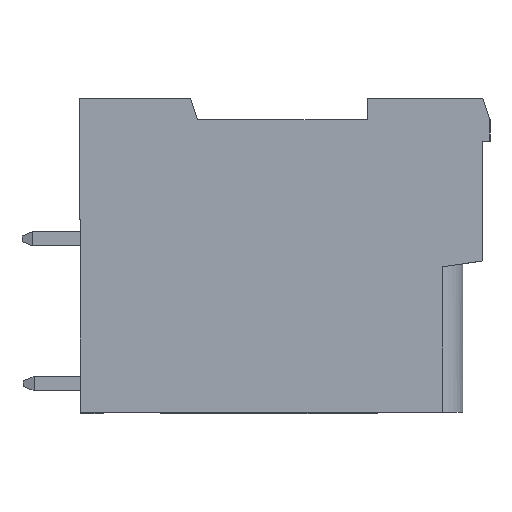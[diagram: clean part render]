
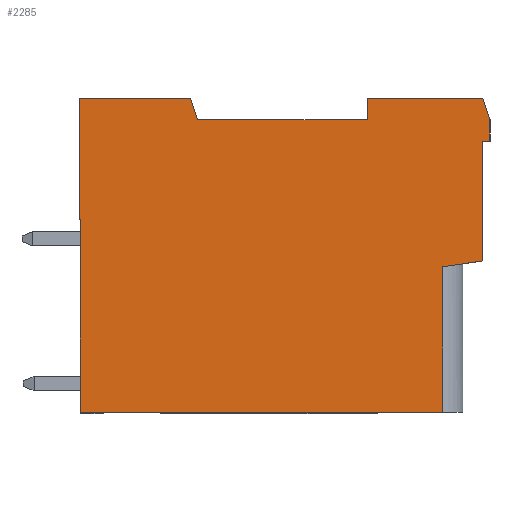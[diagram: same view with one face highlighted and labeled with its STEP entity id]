
A CAD part, left-side view. The second image highlights one B-rep face of the part: STEP entity #2285.
In plain terms, the highlighted planar face has unit normal (-1, 0, 0).
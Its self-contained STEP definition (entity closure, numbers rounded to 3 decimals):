
#2285 = ADVANCED_FACE( '', ( #4563 ), #4564, .T. );
#4563 = FACE_OUTER_BOUND( '', #6811, .T. );
#4564 = PLANE( '', #6812 );
#6811 = EDGE_LOOP( '', ( #13324, #13325, #13326, #13327, #13328, #13329, #13330, #13331, #13332, #13333, #13334, #13335, #13336, #13337, #13338 ) );
#6812 = AXIS2_PLACEMENT_3D( '', #13339, #13340, #13341 );
#13324 = ORIENTED_EDGE( '', *, *, #16032, .T. );
#13325 = ORIENTED_EDGE( '', *, *, #14571, .T. );
#13326 = ORIENTED_EDGE( '', *, *, #15629, .T. );
#13327 = ORIENTED_EDGE( '', *, *, #15665, .T. );
#13328 = ORIENTED_EDGE( '', *, *, #16000, .T. );
#13329 = ORIENTED_EDGE( '', *, *, #13905, .T. );
#13330 = ORIENTED_EDGE( '', *, *, #16120, .F. );
#13331 = ORIENTED_EDGE( '', *, *, #15315, .T. );
#13332 = ORIENTED_EDGE( '', *, *, #14761, .T. );
#13333 = ORIENTED_EDGE( '', *, *, #15613, .T. );
#13334 = ORIENTED_EDGE( '', *, *, #14399, .T. );
#13335 = ORIENTED_EDGE( '', *, *, #14615, .T. );
#13336 = ORIENTED_EDGE( '', *, *, #15584, .T. );
#13337 = ORIENTED_EDGE( '', *, *, #16181, .T. );
#13338 = ORIENTED_EDGE( '', *, *, #15774, .T. );
#13339 = CARTESIAN_POINT( '', ( -17.78, 0., 0. ) );
#13340 = DIRECTION( '', ( -1., 0., 0. ) );
#13341 = DIRECTION( '', ( 0., 0., 1. ) );
#13905 = EDGE_CURVE( '', #16768, #16769, #16770, .T. );
#14399 = EDGE_CURVE( '', #17607, #17605, #17608, .T. );
#14571 = EDGE_CURVE( '', #17886, #17884, #17887, .T. );
#14615 = EDGE_CURVE( '', #17605, #17960, #17961, .T. );
#14761 = EDGE_CURVE( '', #18194, #18192, #18195, .T. );
#15315 = EDGE_CURVE( '', #19029, #18194, #19030, .T. );
#15584 = EDGE_CURVE( '', #17960, #19395, #19396, .T. );
#15613 = EDGE_CURVE( '', #18192, #17607, #19433, .T. );
#15629 = EDGE_CURVE( '', #17884, #19452, #19454, .T. );
#15665 = EDGE_CURVE( '', #19452, #19501, #19503, .F. );
#15774 = EDGE_CURVE( '', #19637, #19635, #19638, .F. );
#16000 = EDGE_CURVE( '', #19501, #16768, #19912, .T. );
#16032 = EDGE_CURVE( '', #19635, #17886, #19951, .T. );
#16120 = EDGE_CURVE( '', #19029, #16769, #20044, .T. );
#16181 = EDGE_CURVE( '', #19395, #19637, #20110, .T. );
#16768 = VERTEX_POINT( '', #20915 );
#16769 = VERTEX_POINT( '', #20916 );
#16770 = LINE( '', #20917, #20918 );
#17605 = VERTEX_POINT( '', #22176 );
#17607 = VERTEX_POINT( '', #22179 );
#17608 = LINE( '', #22180, #22181 );
#17884 = VERTEX_POINT( '', #22574 );
#17886 = VERTEX_POINT( '', #22577 );
#17887 = LINE( '', #22578, #22579 );
#17960 = VERTEX_POINT( '', #22683 );
#17961 = LINE( '', #22684, #22685 );
#18192 = VERTEX_POINT( '', #23028 );
#18194 = VERTEX_POINT( '', #23030 );
#18195 = LINE( '', #23031, #23032 );
#19029 = VERTEX_POINT( '', #24380 );
#19030 = LINE( '', #24381, #24382 );
#19395 = VERTEX_POINT( '', #24947 );
#19396 = LINE( '', #24948, #24949 );
#19433 = LINE( '', #25004, #25005 );
#19452 = VERTEX_POINT( '', #25034 );
#19454 = LINE( '', #25037, #25038 );
#19501 = VERTEX_POINT( '', #25106 );
#19503 = LINE( '', #25109, #25110 );
#19635 = VERTEX_POINT( '', #25315 );
#19637 = VERTEX_POINT( '', #25318 );
#19638 = LINE( '', #25319, #25320 );
#19912 = LINE( '', #25767, #25768 );
#19951 = LINE( '', #25823, #25824 );
#20044 = LINE( '', #25953, #25954 );
#20110 = LINE( '', #26062, #26063 );
#20915 = CARTESIAN_POINT( '', ( -17.78, 14.25, 11. ) );
#20916 = CARTESIAN_POINT( '', ( -17.78, 14.25, 2.5 ) );
#20917 = CARTESIAN_POINT( '', ( -17.78, 14.25, 11. ) );
#20918 = VECTOR( '', #26433, 1000. );
#22176 = CARTESIAN_POINT( '', ( -17.78, -14.05, -0.4 ) );
#22179 = CARTESIAN_POINT( '', ( -17.78, -11.25, -0.8 ) );
#22180 = CARTESIAN_POINT( '', ( -17.78, -11.25, -0.8 ) );
#22181 = VECTOR( '', #26867, 1000. );
#22574 = CARTESIAN_POINT( '', ( -17.78, -5.95, 9.5 ) );
#22577 = CARTESIAN_POINT( '', ( -17.78, -5.95, 11. ) );
#22578 = CARTESIAN_POINT( '', ( -17.78, -5.95, 11. ) );
#22579 = VECTOR( '', #27040, 1000. );
#22683 = CARTESIAN_POINT( '', ( -17.78, -14.05, 8. ) );
#22684 = CARTESIAN_POINT( '', ( -17.78, -14.05, 8. ) );
#22685 = VECTOR( '', #27078, 1000. );
#23028 = CARTESIAN_POINT( '', ( -17.78, -11.25, -11. ) );
#23030 = CARTESIAN_POINT( '', ( -17.78, 14.15, -11. ) );
#23031 = CARTESIAN_POINT( '', ( -17.78, 14.25, -11. ) );
#23032 = VECTOR( '', #27206, 1000. );
#24380 = CARTESIAN_POINT( '', ( -17.78, 14.15, 2.5 ) );
#24381 = CARTESIAN_POINT( '', ( -17.78, 14.15, 2.5 ) );
#24382 = VECTOR( '', #27694, 1000. );
#24947 = CARTESIAN_POINT( '', ( -17.78, -14.55, 8. ) );
#24948 = CARTESIAN_POINT( '', ( -17.78, -14.55, 8. ) );
#24949 = VECTOR( '', #27910, 1000. );
#25004 = CARTESIAN_POINT( '', ( -17.78, -11.25, -11. ) );
#25005 = VECTOR( '', #27935, 1000. );
#25034 = CARTESIAN_POINT( '', ( -17.78, 5.95, 9.5 ) );
#25037 = CARTESIAN_POINT( '', ( -17.78, -5.95, 9.5 ) );
#25038 = VECTOR( '', #27947, 1000. );
#25106 = CARTESIAN_POINT( '', ( -17.78, 6.45, 11. ) );
#25109 = CARTESIAN_POINT( '', ( -17.78, 2.505, -0.835 ) );
#25110 = VECTOR( '', #27976, 1000. );
#25315 = CARTESIAN_POINT( '', ( -17.78, -14.05, 11. ) );
#25318 = CARTESIAN_POINT( '', ( -17.78, -14.55, 9.5 ) );
#25319 = CARTESIAN_POINT( '', ( -17.78, -15.945, 5.315 ) );
#25320 = VECTOR( '', #28063, 1000. );
#25767 = CARTESIAN_POINT( '', ( -17.78, 5.95, 11. ) );
#25768 = VECTOR( '', #28237, 1000. );
#25823 = CARTESIAN_POINT( '', ( -17.78, -14.55, 11. ) );
#25824 = VECTOR( '', #28260, 1000. );
#25953 = CARTESIAN_POINT( '', ( -17.78, 14.15, 2.5 ) );
#25954 = VECTOR( '', #28309, 1000. );
#26062 = CARTESIAN_POINT( '', ( -17.78, -14.55, 8. ) );
#26063 = VECTOR( '', #28343, 1000. );
#26433 = DIRECTION( '', ( 0., 0., -1. ) );
#26867 = DIRECTION( '', ( 0., -0.99, 0.141 ) );
#27040 = DIRECTION( '', ( 0., 0., -1. ) );
#27078 = DIRECTION( '', ( 0., 0., 1. ) );
#27206 = DIRECTION( '', ( 0., -1., 0. ) );
#27694 = DIRECTION( '', ( 0., 0., -1. ) );
#27910 = DIRECTION( '', ( 0., -1., 0. ) );
#27935 = DIRECTION( '', ( 0., 0., 1. ) );
#27947 = DIRECTION( '', ( 0., 1., 0. ) );
#27976 = DIRECTION( '', ( 0., -0.316, -0.949 ) );
#28063 = DIRECTION( '', ( 0., -0.316, -0.949 ) );
#28237 = DIRECTION( '', ( 0., 1., 0. ) );
#28260 = DIRECTION( '', ( 0., 1., 0. ) );
#28309 = DIRECTION( '', ( 0., 1., 0. ) );
#28343 = DIRECTION( '', ( 0., 0., 1. ) );
